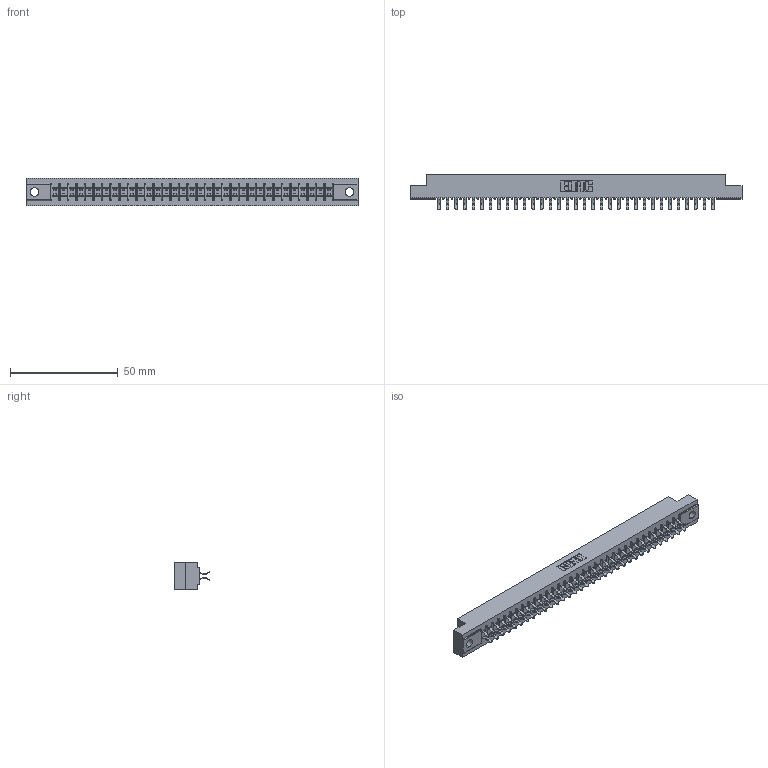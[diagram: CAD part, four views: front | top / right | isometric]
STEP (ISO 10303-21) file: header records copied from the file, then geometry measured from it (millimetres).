
FILE_DESCRIPTION (( 'STEP AP203' ), '1' );
FILE_NAME ('355-066-556-204.STEP', '2019-09-12T15:53:28', ( '' ), ( '' ), 'SwSTEP 2.0', 'SolidWorks 2016', '' );
FILE_SCHEMA (( 'CONFIG_CONTROL_DESIGN' ));
Length unit declared in the file: inch
Products named in the file (3): 355-066-556-204; 305 Part_.156 Dia; 305-290-001_556
Assembly tree (67 placements, depth 2):
  355-066-556-204
    305 Part_.156 Dia
    305-290-001_556  x66
Bounding box: 153.77 x 16.64 x 12.7 mm (x, y, z)
Volume: 15867.3 mm3; surface area: 19850.2 mm2
Topology: 67 solids, 67 shells, 3826 faces, 11011 edges, 7162 vertices
Faces by surface type: plane 2128, cylinder 1566, sphere 132
Entity records: 37466 total; most frequent: CARTESIAN_POINT 6207, ORIENTED_EDGE 6158, DIRECTION 6007, EDGE_CURVE 3079, LINE 2483, VECTOR 2483, VERTEX_POINT 1962, AXIS2_PLACEMENT_3D 1762
